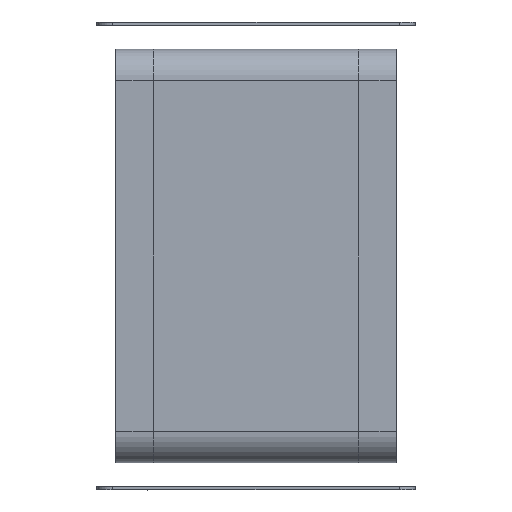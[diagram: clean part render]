
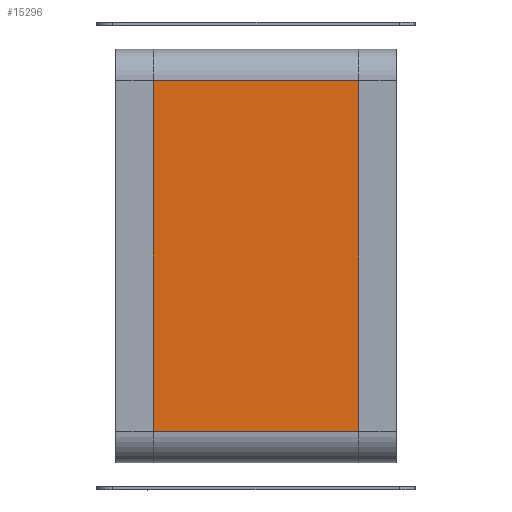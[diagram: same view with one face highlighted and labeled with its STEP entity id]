
A CAD part, left-side view. The second image highlights one B-rep face of the part: STEP entity #15296.
In plain terms, the highlighted planar face has unit normal (-1, 0, 0).
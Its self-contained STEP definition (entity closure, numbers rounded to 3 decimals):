
#500 = VECTOR ( 'NONE', #2481, 1000. ) ;
#1018 = AXIS2_PLACEMENT_3D ( 'NONE', #4938, #11629, #14273 ) ;
#1533 = LINE ( 'NONE', #13617, #6078 ) ;
#1866 = CARTESIAN_POINT ( 'NONE',  ( -45.5, -1134.42, -24.25 ) ) ;
#2481 = DIRECTION ( 'NONE',  ( 0., -1., 0. ) ) ;
#2754 = CARTESIAN_POINT ( 'NONE',  ( -45.5, -1069.22, 87.25 ) ) ;
#2767 = CARTESIAN_POINT ( 'NONE',  ( -45.5, -1069.22, -24.25 ) ) ;
#3299 = CARTESIAN_POINT ( 'NONE',  ( -45.5, -1069.22, 87.25 ) ) ;
#3553 = VERTEX_POINT ( 'NONE', #2767 ) ;
#4837 = ORIENTED_EDGE ( 'NONE', *, *, #11681, .T. ) ;
#4938 = CARTESIAN_POINT ( 'NONE',  ( -45.5, -1069.22, 87.25 ) ) ;
#4990 = FACE_OUTER_BOUND ( 'NONE', #17227, .T. ) ;
#5160 = VERTEX_POINT ( 'NONE', #3299 ) ;
#6023 = ORIENTED_EDGE ( 'NONE', *, *, #16532, .F. ) ;
#6078 = VECTOR ( 'NONE', #9682, 1000. ) ;
#6677 = LINE ( 'NONE', #2754, #13089 ) ;
#6725 = ORIENTED_EDGE ( 'NONE', *, *, #15451, .T. ) ;
#6915 = EDGE_CURVE ( 'NONE', #3553, #10185, #7609, .T. ) ;
#7609 = LINE ( 'NONE', #14575, #500 ) ;
#8058 = DIRECTION ( 'NONE',  ( 0., 0., -1. ) ) ;
#8072 = VECTOR ( 'NONE', #8957, 1000. ) ;
#8815 = CARTESIAN_POINT ( 'NONE',  ( -45.5, -1134.42, 87.25 ) ) ;
#8957 = DIRECTION ( 'NONE',  ( 0., 0., -1. ) ) ;
#9682 = DIRECTION ( 'NONE',  ( 0., 1., 0. ) ) ;
#10185 = VERTEX_POINT ( 'NONE', #1866 ) ;
#11629 = DIRECTION ( 'NONE',  ( -1., 0., 0. ) ) ;
#11681 = EDGE_CURVE ( 'NONE', #13687, #5160, #1533, .T. ) ;
#12941 = ORIENTED_EDGE ( 'NONE', *, *, #6915, .T. ) ;
#13089 = VECTOR ( 'NONE', #8058, 1000. ) ;
#13617 = CARTESIAN_POINT ( 'NONE',  ( -45.5, -1069.22, 87.25 ) ) ;
#13687 = VERTEX_POINT ( 'NONE', #8815 ) ;
#14273 = DIRECTION ( 'NONE',  ( 0., 0., 1. ) ) ;
#14396 = CARTESIAN_POINT ( 'NONE',  ( -45.5, -1134.42, 31.5 ) ) ;
#14575 = CARTESIAN_POINT ( 'NONE',  ( -45.5, -1069.22, -24.25 ) ) ;
#15296 = ADVANCED_FACE ( 'NONE', ( #4990 ), #15646, .T. ) ;
#15451 = EDGE_CURVE ( 'NONE', #5160, #3553, #6677, .T. ) ;
#15526 = LINE ( 'NONE', #14396, #8072 ) ;
#15646 = PLANE ( 'NONE',  #1018 ) ;
#16532 = EDGE_CURVE ( 'NONE', #13687, #10185, #15526, .T. ) ;
#17227 = EDGE_LOOP ( 'NONE', ( #6023, #4837, #6725, #12941 ) ) ;
